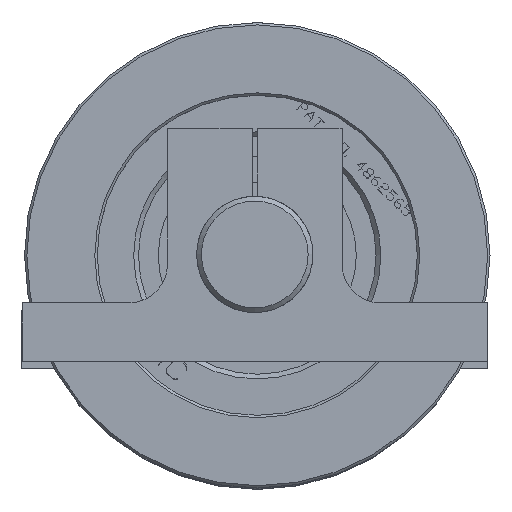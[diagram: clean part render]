
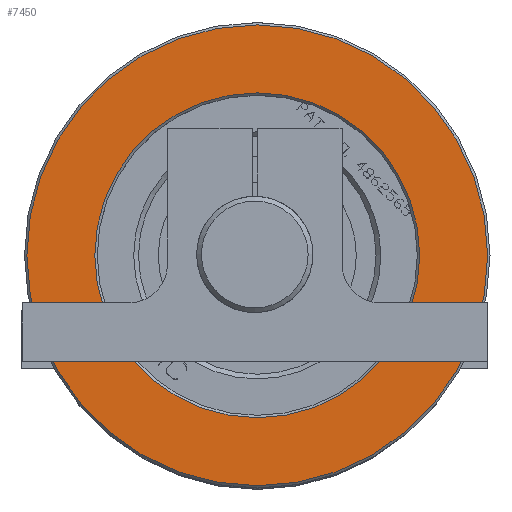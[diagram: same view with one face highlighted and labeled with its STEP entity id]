
A CAD part, top view. The second image highlights one B-rep face of the part: STEP entity #7450.
In plain terms, the highlighted planar face has unit normal (0, 0, 1).
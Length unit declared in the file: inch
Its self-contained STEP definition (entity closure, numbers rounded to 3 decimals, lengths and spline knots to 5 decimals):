
#152=CIRCLE('',#8010,2.094);
#154=CIRCLE('',#8014,2.97);
#232=FACE_BOUND('',#1059,.T.);
#612=FACE_OUTER_BOUND('',#1058,.T.);
#1058=EDGE_LOOP('',(#6325));
#1059=EDGE_LOOP('',(#6326));
#3499=VERTEX_POINT('',#11787);
#3501=VERTEX_POINT('',#11793);
#4445=EDGE_CURVE('',#3499,#3499,#152,.T.);
#4447=EDGE_CURVE('',#3501,#3501,#154,.T.);
#6325=ORIENTED_EDGE('',*,*,#4447,.F.);
#6326=ORIENTED_EDGE('',*,*,#4445,.F.);
#6693=PLANE('',#8013);
#7450=ADVANCED_FACE('',(#612,#232),#6693,.T.);
#8010=AXIS2_PLACEMENT_3D('',#11788,#9770,#9771);
#8013=AXIS2_PLACEMENT_3D('',#11792,#9776,#9777);
#8014=AXIS2_PLACEMENT_3D('',#11794,#9778,#9779);
#9770=DIRECTION('center_axis',(0.,0.,1.));
#9771=DIRECTION('ref_axis',(0.,-1.,0.));
#9776=DIRECTION('center_axis',(0.,0.,1.));
#9777=DIRECTION('ref_axis',(1.,0.,0.));
#9778=DIRECTION('center_axis',(0.,0.,-1.));
#9779=DIRECTION('ref_axis',(0.,-1.,0.));
#11787=CARTESIAN_POINT('',(0.,2.094,0.));
#11788=CARTESIAN_POINT('Origin',(0.,0.,0.));
#11792=CARTESIAN_POINT('Origin',(0.,2.5315,0.));
#11793=CARTESIAN_POINT('',(0.,2.97,0.));
#11794=CARTESIAN_POINT('Origin',(0.,0.,0.));
